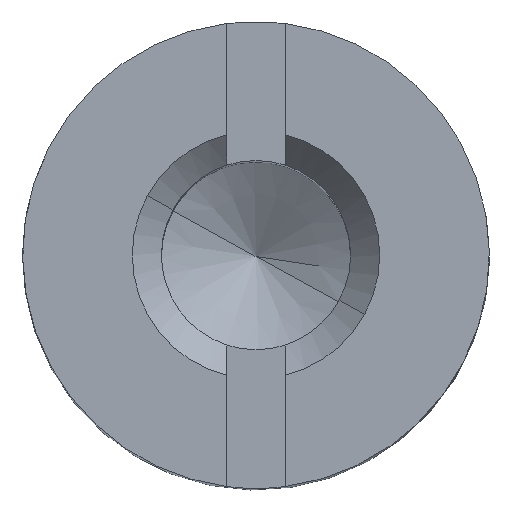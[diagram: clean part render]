
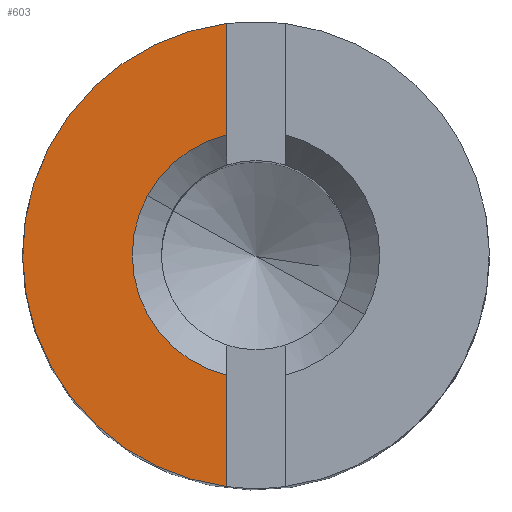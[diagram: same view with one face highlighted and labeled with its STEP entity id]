
A CAD part, top view. The second image highlights one B-rep face of the part: STEP entity #603.
In plain terms, the highlighted planar face has unit normal (0, 0, 1).
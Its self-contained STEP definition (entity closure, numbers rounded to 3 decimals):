
#139=AXIS2_PLACEMENT_3D('Circle Axis2P3D',#137,#138,$) ;
#493=AXIS2_PLACEMENT_3D('Circle Axis2P3D',#491,#492,$) ;
#546=AXIS2_PLACEMENT_3D('Plane Axis2P3D',#543,#544,#545) ;
#576=AXIS2_PLACEMENT_3D('Circle Axis2P3D',#574,#575,$) ;
#592=AXIS2_PLACEMENT_3D('Circle Axis2P3D',#590,#591,$) ;
#86=CARTESIAN_POINT('Line Origine',(3.5,0.985,24.)) ;
#90=CARTESIAN_POINT('Vertex',(3.5,0.031,24.)) ;
#92=CARTESIAN_POINT('Vertex',(3.5,1.939,24.)) ;
#137=CARTESIAN_POINT('Axis2P3D Location',(4.,4.,24.)) ;
#141=CARTESIAN_POINT('Vertex',(0.49,2.082,24.)) ;
#453=CARTESIAN_POINT('Vertex',(3.5,7.969,24.)) ;
#456=CARTESIAN_POINT('Line Origine',(3.5,7.015,24.)) ;
#460=CARTESIAN_POINT('Vertex',(3.5,6.061,24.)) ;
#491=CARTESIAN_POINT('Axis2P3D Location',(4.,4.,24.)) ;
#495=CARTESIAN_POINT('Vertex',(2.139,5.017,24.)) ;
#543=CARTESIAN_POINT('Axis2P3D Location',(8.,4.,24.)) ;
#574=CARTESIAN_POINT('Axis2P3D Location',(4.,4.,24.)) ;
#590=CARTESIAN_POINT('Axis2P3D Location',(4.,4.,24.)) ;
#87=DIRECTION('Vector Direction',(0.,1.,0.)) ;
#138=DIRECTION('Axis2P3D Direction',(-0.,0.,1.)) ;
#457=DIRECTION('Vector Direction',(0.,1.,0.)) ;
#492=DIRECTION('Axis2P3D Direction',(-0.,0.,1.)) ;
#544=DIRECTION('Axis2P3D Direction',(-0.,0.,1.)) ;
#545=DIRECTION('Axis2P3D XDirection',(1.,0.,0.)) ;
#575=DIRECTION('Axis2P3D Direction',(-0.,0.,1.)) ;
#591=DIRECTION('Axis2P3D Direction',(-0.,0.,1.)) ;
#88=VECTOR('Line Direction',#87,1.) ;
#458=VECTOR('Line Direction',#457,1.) ;
#596=ORIENTED_EDGE('',*,*,#462,.T.) ;
#597=ORIENTED_EDGE('',*,*,#578,.T.) ;
#598=ORIENTED_EDGE('',*,*,#143,.T.) ;
#599=ORIENTED_EDGE('',*,*,#94,.T.) ;
#600=ORIENTED_EDGE('',*,*,#594,.F.) ;
#601=ORIENTED_EDGE('',*,*,#497,.F.) ;
#603=ADVANCED_FACE('K\X2\00F6\X0\rper.3',(#602),#547,.T.) ;
#140=CIRCLE('generated circle',#139,4.) ;
#494=CIRCLE('generated circle',#493,2.121) ;
#577=CIRCLE('generated circle',#576,4.) ;
#593=CIRCLE('generated circle',#592,2.121) ;
#94=EDGE_CURVE('',#91,#93,#89,.T.) ;
#143=EDGE_CURVE('',#142,#91,#140,.T.) ;
#462=EDGE_CURVE('',#461,#454,#459,.T.) ;
#497=EDGE_CURVE('',#461,#496,#494,.T.) ;
#578=EDGE_CURVE('',#454,#142,#577,.T.) ;
#594=EDGE_CURVE('',#496,#93,#593,.T.) ;
#595=EDGE_LOOP('',(#596,#597,#598,#599,#600,#601)) ;
#602=FACE_OUTER_BOUND('',#595,.T.) ;
#89=LINE('Line',#86,#88) ;
#459=LINE('Line',#456,#458) ;
#547=PLANE('',#546) ;
#91=VERTEX_POINT('',#90) ;
#93=VERTEX_POINT('',#92) ;
#142=VERTEX_POINT('',#141) ;
#454=VERTEX_POINT('',#453) ;
#461=VERTEX_POINT('',#460) ;
#496=VERTEX_POINT('',#495) ;
